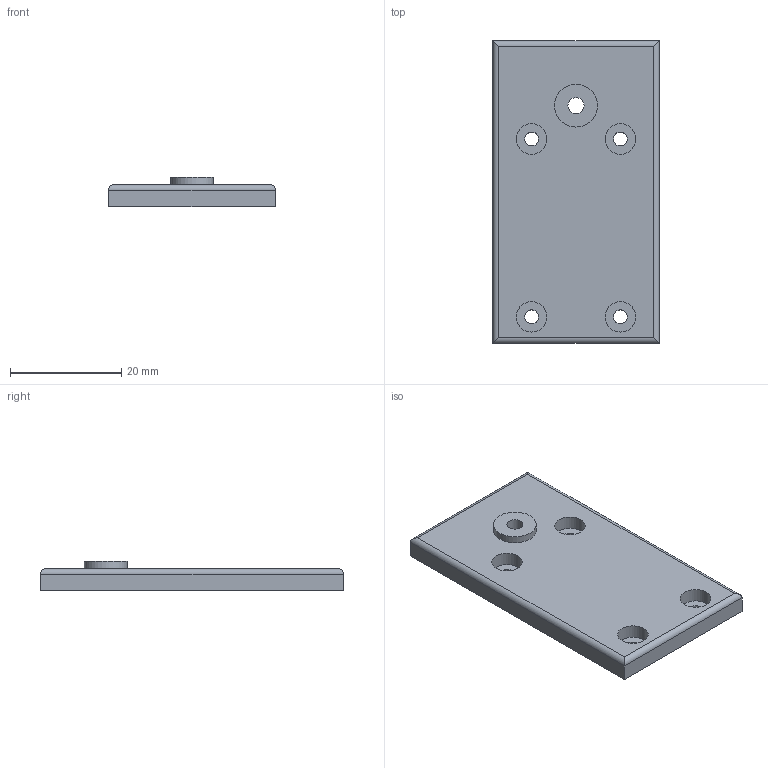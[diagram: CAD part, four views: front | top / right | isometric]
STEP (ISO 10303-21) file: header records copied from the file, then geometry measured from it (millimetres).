
FILE_DESCRIPTION(/* description */ ('STEP AP242','CAx-IF Rec.Pracs.---Representation and Presentation of Product Manufacturing Information (PMI)---4.0---2014-10-13','CAx-IF Rec.Pracs.---3D Tessellated Geometry---0.4---2014-09-14','2;1'),/* implementation_level */ '2;1');
FILE_NAME(/* name */ '66b1dd6a00147d2c44dcf9d7',/* time_stamp */ '2024-08-06T08:23:07Z',/* author */ (''),/* organization */ (''),/* preprocessor_version */ 'ST-DEVELOPER v20',/* originating_system */ ' ',/* authorisation */ ' ');
FILE_SCHEMA (('AP242_MANAGED_MODEL_BASED_3D_ENGINEERING_MIM_LF { 1 0 10303 442 1 1 4 }'));
Length unit declared in the file: metre
Products named in the file (1): x_series_idle_wheel_mount
Bounding box: 30 x 54.49 x 5.3 mm (x, y, z)
Volume: 6212 mm3; surface area: 4146 mm2
Topology: 1 solids, 1 shells, 30 faces, 67 edges, 45 vertices
Faces by surface type: plane 16, cylinder 14
Full cylindrical faces by diameter (mm): 2.5 x4, 2.9 x1, 5.5 x4, 7.7 x1
Entity records: 790 total; most frequent: DIRECTION 138, CARTESIAN_POINT 123, ORIENTED_EDGE 104, EDGE_LOOP 56, FACE_BOUND 56, AXIS2_PLACEMENT_3D 55, EDGE_CURVE 52, VERTEX_POINT 40
